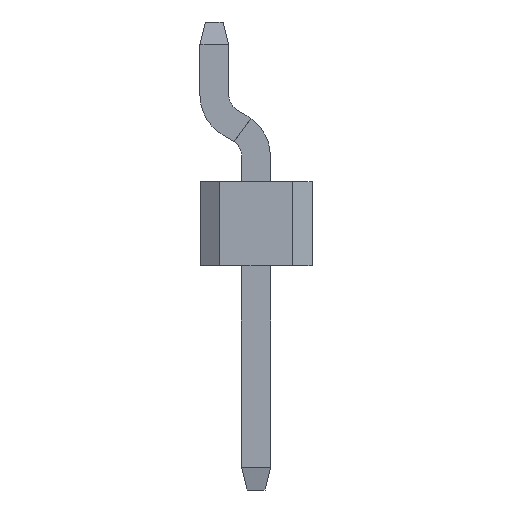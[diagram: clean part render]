
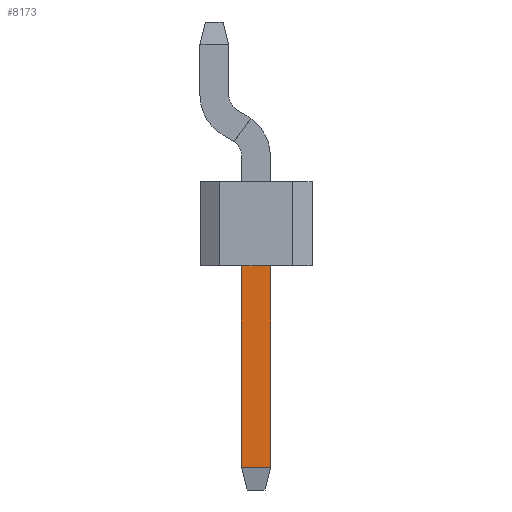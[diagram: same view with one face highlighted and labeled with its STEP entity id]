
A CAD part, front view. The second image highlights one B-rep face of the part: STEP entity #8173.
In plain terms, the highlighted planar face has unit normal (0, -1, 0).
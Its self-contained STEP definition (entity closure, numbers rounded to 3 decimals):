
#301=DIRECTION('',(-1.,0.,0.));
#302=VECTOR('',#301,0.52);
#303=CARTESIAN_POINT('',(1.26,-13.26,-0.75));
#304=LINE('4556',#303,#302);
#2877=DIRECTION('',(0.,0.,1.));
#2878=VECTOR('',#2877,3.599);
#2879=CARTESIAN_POINT('',(0.74,-13.26,-4.349));
#2880=LINE('4561',#2879,#2878);
#2885=DIRECTION('',(0.,0.,1.));
#2886=VECTOR('',#2885,3.599);
#2887=CARTESIAN_POINT('',(1.26,-13.26,-4.349));
#2888=LINE('4560',#2887,#2886);
#2889=DIRECTION('',(-1.,0.,0.));
#2890=VECTOR('',#2889,0.52);
#2891=CARTESIAN_POINT('',(1.26,-13.26,-4.349));
#2892=LINE('4490',#2891,#2890);
#3749=CARTESIAN_POINT('',(1.26,-13.26,-4.349));
#3750=CARTESIAN_POINT('',(0.74,-13.26,-4.349));
#3751=VERTEX_POINT('',#3749);
#3752=VERTEX_POINT('',#3750);
#3841=CARTESIAN_POINT('',(1.26,-13.26,-0.75));
#3842=VERTEX_POINT('',#3841);
#3843=CARTESIAN_POINT('',(0.74,-13.26,-0.75));
#3844=VERTEX_POINT('',#3843);
#8160=CARTESIAN_POINT('',(1.26,-13.26,-4.75));
#8161=DIRECTION('',(0.,-1.,0.));
#8162=DIRECTION('',(-1.,0.,0.));
#8163=AXIS2_PLACEMENT_3D('',#8160,#8161,#8162);
#8164=PLANE('3819',#8163);
#8165=ORIENTED_EDGE('4556',*,*,#4065,.F.);
#8167=ORIENTED_EDGE('4560',*,*,#8166,.F.);
#8169=ORIENTED_EDGE('4490',*,*,#8168,.T.);
#8170=ORIENTED_EDGE('4561',*,*,#8152,.T.);
#8171=EDGE_LOOP('3819',(#8165,#8167,#8169,#8170));
#8172=FACE_OUTER_BOUND('3819',#8171,.F.);
#8173=ADVANCED_FACE('3819',(#8172),#8164,.T.);
#4065=EDGE_CURVE('4556',#3842,#3844,#304,.T.);
#8152=EDGE_CURVE('4561',#3752,#3844,#2880,.T.);
#8166=EDGE_CURVE('4560',#3751,#3842,#2888,.T.);
#8168=EDGE_CURVE('4490',#3751,#3752,#2892,.T.);
